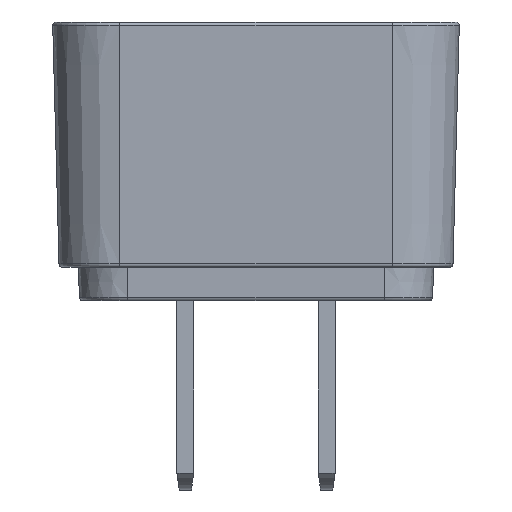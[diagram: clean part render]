
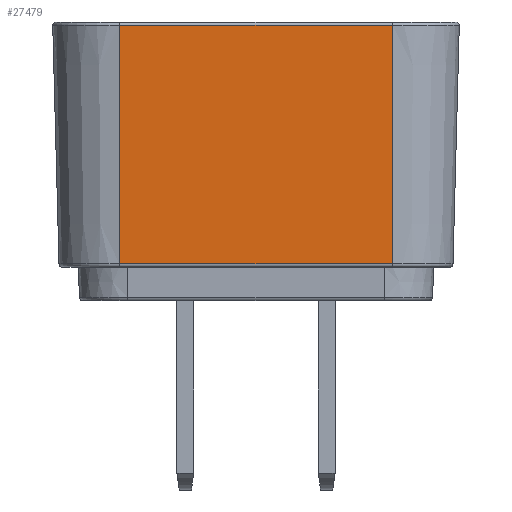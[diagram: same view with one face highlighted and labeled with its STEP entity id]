
A CAD part, left-side view. The second image highlights one B-rep face of the part: STEP entity #27479.
In plain terms, the highlighted face is planar.
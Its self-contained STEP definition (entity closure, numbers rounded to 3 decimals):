
#666 = ORIENTED_EDGE ( 'NONE', *, *, #34792, .T. ) ;
#1752 = FACE_OUTER_BOUND ( 'NONE', #18551, .T. ) ;
#3239 = CARTESIAN_POINT ( 'NONE',  ( 14.06, -12.25, -0.292 ) ) ;
#3444 = CARTESIAN_POINT ( 'NONE',  ( 14.621, -12.25, -21.692 ) ) ;
#4474 = CARTESIAN_POINT ( 'NONE',  ( 14.621, -12.25, -21.692 ) ) ;
#6001 = CARTESIAN_POINT ( 'NONE',  ( 14.06, 12.25, -0.292 ) ) ;
#7989 = VERTEX_POINT ( 'NONE', #3444 ) ;
#8763 = AXIS2_PLACEMENT_3D ( 'NONE', #32823, #10547, #32950 ) ;
#10547 = DIRECTION ( 'NONE',  ( 1., 0., 0.026 ) ) ;
#11187 = CARTESIAN_POINT ( 'NONE',  ( 14.621, 12.25, -21.692 ) ) ;
#13160 = PLANE ( 'NONE',  #8763 ) ;
#13480 = EDGE_CURVE ( 'NONE', #7989, #32551, #30175, .T. ) ;
#13918 = CARTESIAN_POINT ( 'NONE',  ( 14.629, 12.25, -22. ) ) ;
#14982 = LINE ( 'NONE', #3239, #27318 ) ;
#15583 = EDGE_CURVE ( 'NONE', #36087, #22368, #15751, .T. ) ;
#15751 = LINE ( 'NONE', #13918, #30687 ) ;
#18551 = EDGE_LOOP ( 'NONE', ( #19165, #24751, #21468, #666 ) ) ;
#19165 = ORIENTED_EDGE ( 'NONE', *, *, #13480, .F. ) ;
#19314 = VECTOR ( 'NONE', #35496, 1000. ) ;
#21125 = DIRECTION ( 'NONE',  ( -0.026, 0., 1. ) ) ;
#21468 = ORIENTED_EDGE ( 'NONE', *, *, #15583, .T. ) ;
#22368 = VERTEX_POINT ( 'NONE', #6001 ) ;
#24751 = ORIENTED_EDGE ( 'NONE', *, *, #35905, .T. ) ;
#25225 = DIRECTION ( 'NONE',  ( -0.026, 0., 1. ) ) ;
#27318 = VECTOR ( 'NONE', #28949, 1000. ) ;
#27479 = ADVANCED_FACE ( 'NONE', ( #1752 ), #13160, .T. ) ;
#28949 = DIRECTION ( 'NONE',  ( 0., -1., 0. ) ) ;
#30175 = LINE ( 'NONE', #32286, #34582 ) ;
#30568 = CARTESIAN_POINT ( 'NONE',  ( 14.06, -12.25, -0.292 ) ) ;
#30687 = VECTOR ( 'NONE', #25225, 1000. ) ;
#31190 = LINE ( 'NONE', #4474, #19314 ) ;
#32286 = CARTESIAN_POINT ( 'NONE',  ( 14.629, -12.25, -22. ) ) ;
#32551 = VERTEX_POINT ( 'NONE', #30568 ) ;
#32823 = CARTESIAN_POINT ( 'NONE',  ( 14.629, -12.25, -22. ) ) ;
#32950 = DIRECTION ( 'NONE',  ( 0.026, 0., -1. ) ) ;
#34582 = VECTOR ( 'NONE', #21125, 1000. ) ;
#34792 = EDGE_CURVE ( 'NONE', #22368, #32551, #14982, .T. ) ;
#35496 = DIRECTION ( 'NONE',  ( 0., 1., 0. ) ) ;
#35905 = EDGE_CURVE ( 'NONE', #7989, #36087, #31190, .T. ) ;
#36087 = VERTEX_POINT ( 'NONE', #11187 ) ;
